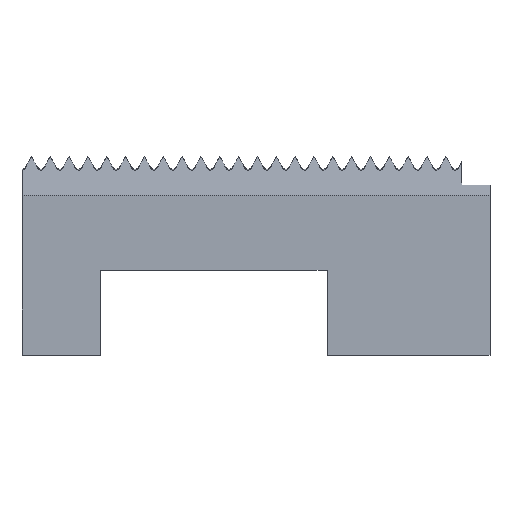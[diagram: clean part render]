
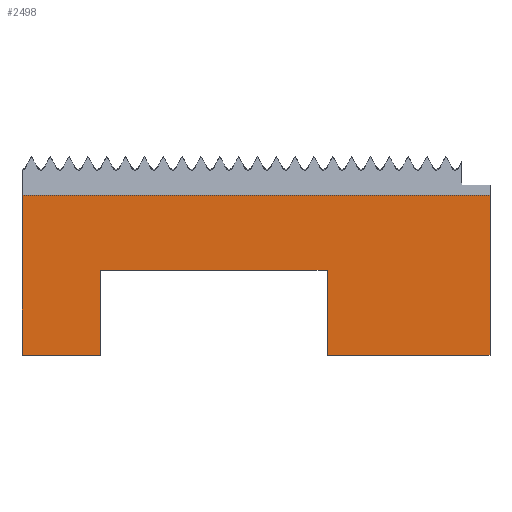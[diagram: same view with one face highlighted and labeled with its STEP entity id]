
A CAD part, top view. The second image highlights one B-rep face of the part: STEP entity #2498.
In plain terms, the highlighted planar face has unit normal (0, 0, 1).
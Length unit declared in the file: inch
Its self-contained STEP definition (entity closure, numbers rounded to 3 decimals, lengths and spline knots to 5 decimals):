
#17 = VERTEX_POINT ( 'NONE', #2332 ) ;
#78 = LINE ( 'NONE', #3086, #2503 ) ;
#140 = LINE ( 'NONE', #211, #325 ) ;
#211 = CARTESIAN_POINT ( 'NONE',  ( 0.344, 0.375, 0.06 ) ) ;
#307 = VECTOR ( 'NONE', #808, 39.37008 ) ;
#325 = VECTOR ( 'NONE', #3427, 39.37008 ) ;
#395 = VERTEX_POINT ( 'NONE', #963 ) ;
#484 = LINE ( 'NONE', #1348, #2405 ) ;
#518 = CARTESIAN_POINT ( 'NONE',  ( 0., 0.70486, 0.06 ) ) ;
#580 = CARTESIAN_POINT ( 'NONE',  ( 0., 0.875, 0.06 ) ) ;
#649 = CARTESIAN_POINT ( 'NONE',  ( 0.344, 0., 0.06 ) ) ;
#781 = DIRECTION ( 'NONE',  ( 0., -1., 0. ) ) ;
#795 = ORIENTED_EDGE ( 'NONE', *, *, #1247, .T. ) ;
#799 = LINE ( 'NONE', #518, #1236 ) ;
#808 = DIRECTION ( 'NONE',  ( 1., 0., 0. ) ) ;
#814 = DIRECTION ( 'NONE',  ( 1., 0., 0. ) ) ;
#882 = LINE ( 'NONE', #1116, #1015 ) ;
#963 = CARTESIAN_POINT ( 'NONE',  ( 1.344, 0., 0.06 ) ) ;
#1015 = VECTOR ( 'NONE', #1398, 39.37008 ) ;
#1022 = CARTESIAN_POINT ( 'NONE',  ( 1.344, 0.375, 0.06 ) ) ;
#1024 = CARTESIAN_POINT ( 'NONE',  ( 2.062, 0., 0.06 ) ) ;
#1098 = VERTEX_POINT ( 'NONE', #1022 ) ;
#1113 = CARTESIAN_POINT ( 'NONE',  ( 0., 0., 0.06 ) ) ;
#1116 = CARTESIAN_POINT ( 'NONE',  ( 1.344, 0., 0.06 ) ) ;
#1151 = EDGE_CURVE ( 'NONE', #395, #1366, #1396, .T. ) ;
#1201 = EDGE_LOOP ( 'NONE', ( #795, #2147, #1248, #3245, #2961, #3161, #2680, #1798 ) ) ;
#1236 = VECTOR ( 'NONE', #814, 39.37008 ) ;
#1247 = EDGE_CURVE ( 'NONE', #1921, #3428, #78, .T. ) ;
#1248 = ORIENTED_EDGE ( 'NONE', *, *, #3037, .F. ) ;
#1258 = LINE ( 'NONE', #3113, #2735 ) ;
#1348 = CARTESIAN_POINT ( 'NONE',  ( 0.344, 0., 0.06 ) ) ;
#1366 = VERTEX_POINT ( 'NONE', #2525 ) ;
#1396 = LINE ( 'NONE', #1113, #307 ) ;
#1398 = DIRECTION ( 'NONE',  ( 0., 1., 0. ) ) ;
#1588 = LINE ( 'NONE', #1024, #1797 ) ;
#1603 = DIRECTION ( 'NONE',  ( 0., 1., 0. ) ) ;
#1650 = DIRECTION ( 'NONE',  ( -1., 0., 0. ) ) ;
#1797 = VECTOR ( 'NONE', #1603, 39.37008 ) ;
#1798 = ORIENTED_EDGE ( 'NONE', *, *, #2189, .T. ) ;
#1867 = VERTEX_POINT ( 'NONE', #2375 ) ;
#1907 = CARTESIAN_POINT ( 'NONE',  ( 0., 0., 0.06 ) ) ;
#1914 = FACE_OUTER_BOUND ( 'NONE', #1201, .T. ) ;
#1921 = VERTEX_POINT ( 'NONE', #1907 ) ;
#2037 = VERTEX_POINT ( 'NONE', #2767 ) ;
#2147 = ORIENTED_EDGE ( 'NONE', *, *, #2655, .F. ) ;
#2174 = DIRECTION ( 'NONE',  ( 0., 0., -1. ) ) ;
#2189 = EDGE_CURVE ( 'NONE', #2037, #1921, #1258, .T. ) ;
#2315 = DIRECTION ( 'NONE',  ( 0., -1., 0. ) ) ;
#2332 = CARTESIAN_POINT ( 'NONE',  ( 0.344, 0.375, 0.06 ) ) ;
#2375 = CARTESIAN_POINT ( 'NONE',  ( 2.062, 0.70486, 0.06 ) ) ;
#2405 = VECTOR ( 'NONE', #781, 39.37008 ) ;
#2498 = ADVANCED_FACE ( 'NONE', ( #1914 ), #2927, .F. ) ;
#2503 = VECTOR ( 'NONE', #2805, 39.37008 ) ;
#2525 = CARTESIAN_POINT ( 'NONE',  ( 2.062, 0., 0.06 ) ) ;
#2655 = EDGE_CURVE ( 'NONE', #17, #3428, #484, .T. ) ;
#2680 = ORIENTED_EDGE ( 'NONE', *, *, #2701, .F. ) ;
#2701 = EDGE_CURVE ( 'NONE', #2037, #1867, #799, .T. ) ;
#2735 = VECTOR ( 'NONE', #2315, 39.37008 ) ;
#2767 = CARTESIAN_POINT ( 'NONE',  ( 0., 0.70486, 0.06 ) ) ;
#2805 = DIRECTION ( 'NONE',  ( 1., 0., 0. ) ) ;
#2927 = PLANE ( 'NONE',  #3349 ) ;
#2961 = ORIENTED_EDGE ( 'NONE', *, *, #1151, .T. ) ;
#3037 = EDGE_CURVE ( 'NONE', #1098, #17, #140, .T. ) ;
#3061 = EDGE_CURVE ( 'NONE', #1366, #1867, #1588, .T. ) ;
#3086 = CARTESIAN_POINT ( 'NONE',  ( 0., 0., 0.06 ) ) ;
#3113 = CARTESIAN_POINT ( 'NONE',  ( 0., 0., 0.06 ) ) ;
#3161 = ORIENTED_EDGE ( 'NONE', *, *, #3061, .T. ) ;
#3193 = EDGE_CURVE ( 'NONE', #395, #1098, #882, .T. ) ;
#3245 = ORIENTED_EDGE ( 'NONE', *, *, #3193, .F. ) ;
#3349 = AXIS2_PLACEMENT_3D ( 'NONE', #580, #2174, #1650 ) ;
#3427 = DIRECTION ( 'NONE',  ( -1., 0., 0. ) ) ;
#3428 = VERTEX_POINT ( 'NONE', #649 ) ;
